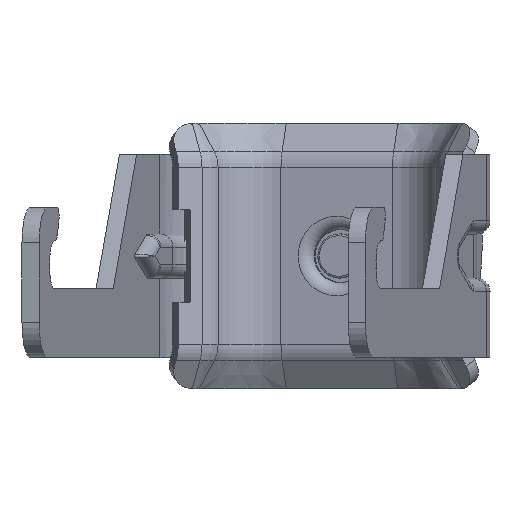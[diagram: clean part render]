
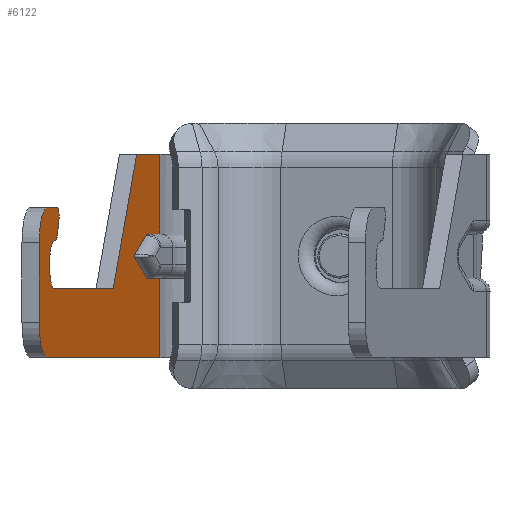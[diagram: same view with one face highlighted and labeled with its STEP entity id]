
A CAD part, left-side view. The second image highlights one B-rep face of the part: STEP entity #6122.
In plain terms, the highlighted planar face has unit normal (-0.24, -0.971, 0).
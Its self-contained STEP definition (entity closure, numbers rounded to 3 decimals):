
#407=PLANE('',#6817);
#758=FACE_OUTER_BOUND('',#1144,.T.);
#1144=EDGE_LOOP('',(#5160,#5161,#5162,#5163,#5164,#5165,#5166,#5167,#5168,
#5169,#5170,#5171,#5172,#5173,#5174,#5175,#5176,#5177,#5178,#5179,#5180,
#5181,#5182,#5183));
#1384=LINE('',#9345,#1811);
#1401=LINE('',#9397,#1828);
#1405=LINE('',#9407,#1832);
#1408=LINE('',#9415,#1835);
#1411=LINE('',#9423,#1838);
#1413=LINE('',#9429,#1840);
#1414=LINE('',#9432,#1841);
#1416=LINE('',#9436,#1843);
#1418=LINE('',#9440,#1845);
#1479=LINE('',#9921,#1906);
#1546=LINE('',#11634,#1973);
#1547=LINE('',#11637,#1974);
#1550=LINE('',#11657,#1977);
#1552=LINE('',#11665,#1979);
#1553=LINE('',#11666,#1980);
#1811=VECTOR('',#7565,10.);
#1828=VECTOR('',#7606,10.);
#1832=VECTOR('',#7616,10.);
#1835=VECTOR('',#7625,10.);
#1838=VECTOR('',#7634,10.);
#1840=VECTOR('',#7642,10.);
#1841=VECTOR('',#7645,10.);
#1843=VECTOR('',#7649,10.);
#1845=VECTOR('',#7653,10.);
#1906=VECTOR('',#7858,10.);
#1973=VECTOR('',#8279,10.);
#1974=VECTOR('',#8282,10.);
#1977=VECTOR('',#8295,10.);
#1979=VECTOR('',#8309,10.);
#1980=VECTOR('',#8310,10.);
#2225=CIRCLE('',#6528,4.);
#2234=CIRCLE('',#6540,4.);
#2235=CIRCLE('',#6543,2.25);
#2236=CIRCLE('',#6546,2.25);
#2237=CIRCLE('',#6549,1.);
#2238=CIRCLE('',#6552,1.);
#2374=CIRCLE('',#6794,0.2);
#2379=CIRCLE('',#6802,2.);
#2383=CIRCLE('',#6808,2.);
#2589=VERTEX_POINT('',#9335);
#2590=VERTEX_POINT('',#9337);
#2592=VERTEX_POINT('',#9343);
#2614=VERTEX_POINT('',#9391);
#2615=VERTEX_POINT('',#9395);
#2616=VERTEX_POINT('',#9399);
#2617=VERTEX_POINT('',#9401);
#2618=VERTEX_POINT('',#9405);
#2619=VERTEX_POINT('',#9409);
#2620=VERTEX_POINT('',#9411);
#2621=VERTEX_POINT('',#9417);
#2622=VERTEX_POINT('',#9418);
#2623=VERTEX_POINT('',#9425);
#2624=VERTEX_POINT('',#9431);
#2625=VERTEX_POINT('',#9435);
#2626=VERTEX_POINT('',#9439);
#2723=VERTEX_POINT('',#9918);
#2724=VERTEX_POINT('',#9920);
#2726=VERTEX_POINT('',#9926);
#2860=VERTEX_POINT('',#11360);
#2862=VERTEX_POINT('',#11363);
#2872=VERTEX_POINT('',#11627);
#2874=VERTEX_POINT('',#11636);
#2876=VERTEX_POINT('',#11650);
#3241=EDGE_CURVE('',#2589,#2590,#2225,.T.);
#3245=EDGE_CURVE('',#2592,#2589,#1384,.T.);
#3268=EDGE_CURVE('',#2614,#2592,#2234,.T.);
#3271=EDGE_CURVE('',#2615,#2614,#1401,.T.);
#3273=EDGE_CURVE('',#2616,#2617,#2235,.T.);
#3276=EDGE_CURVE('',#2616,#2618,#1405,.T.);
#3278=EDGE_CURVE('',#2619,#2620,#2236,.T.);
#3280=EDGE_CURVE('',#2619,#2617,#1408,.T.);
#3281=EDGE_CURVE('',#2621,#2622,#2237,.T.);
#3284=EDGE_CURVE('',#2621,#2590,#1411,.T.);
#3285=EDGE_CURVE('',#2623,#2618,#2238,.T.);
#3287=EDGE_CURVE('',#2623,#2622,#1413,.T.);
#3288=EDGE_CURVE('',#2624,#2620,#1414,.T.);
#3290=EDGE_CURVE('',#2625,#2624,#1416,.T.);
#3292=EDGE_CURVE('',#2625,#2626,#1418,.T.);
#3418=EDGE_CURVE('',#2724,#2723,#1479,.T.);
#3659=EDGE_CURVE('',#2860,#2862,#2374,.T.);
#3683=EDGE_CURVE('',#2872,#2724,#2379,.T.);
#3687=EDGE_CURVE('',#2862,#2872,#1546,.T.);
#3688=EDGE_CURVE('',#2874,#2860,#1547,.T.);
#3691=EDGE_CURVE('',#2876,#2874,#2383,.T.);
#3695=EDGE_CURVE('',#2726,#2876,#1550,.T.);
#3697=EDGE_CURVE('',#2615,#2726,#1552,.T.);
#3698=EDGE_CURVE('',#2723,#2626,#1553,.T.);
#5160=ORIENTED_EDGE('',*,*,#3241,.F.);
#5161=ORIENTED_EDGE('',*,*,#3245,.F.);
#5162=ORIENTED_EDGE('',*,*,#3268,.F.);
#5163=ORIENTED_EDGE('',*,*,#3271,.F.);
#5164=ORIENTED_EDGE('',*,*,#3697,.T.);
#5165=ORIENTED_EDGE('',*,*,#3695,.T.);
#5166=ORIENTED_EDGE('',*,*,#3691,.T.);
#5167=ORIENTED_EDGE('',*,*,#3688,.T.);
#5168=ORIENTED_EDGE('',*,*,#3659,.T.);
#5169=ORIENTED_EDGE('',*,*,#3687,.T.);
#5170=ORIENTED_EDGE('',*,*,#3683,.T.);
#5171=ORIENTED_EDGE('',*,*,#3418,.T.);
#5172=ORIENTED_EDGE('',*,*,#3698,.T.);
#5173=ORIENTED_EDGE('',*,*,#3292,.F.);
#5174=ORIENTED_EDGE('',*,*,#3290,.T.);
#5175=ORIENTED_EDGE('',*,*,#3288,.T.);
#5176=ORIENTED_EDGE('',*,*,#3278,.F.);
#5177=ORIENTED_EDGE('',*,*,#3280,.T.);
#5178=ORIENTED_EDGE('',*,*,#3273,.F.);
#5179=ORIENTED_EDGE('',*,*,#3276,.T.);
#5180=ORIENTED_EDGE('',*,*,#3285,.F.);
#5181=ORIENTED_EDGE('',*,*,#3287,.T.);
#5182=ORIENTED_EDGE('',*,*,#3281,.F.);
#5183=ORIENTED_EDGE('',*,*,#3284,.T.);
#6122=ADVANCED_FACE('',(#758),#407,.F.);
#6528=AXIS2_PLACEMENT_3D('',#9338,#7558,#7559);
#6540=AXIS2_PLACEMENT_3D('',#9392,#7600,#7601);
#6543=AXIS2_PLACEMENT_3D('',#9402,#7610,#7611);
#6546=AXIS2_PLACEMENT_3D('',#9412,#7620,#7621);
#6549=AXIS2_PLACEMENT_3D('',#9419,#7628,#7629);
#6552=AXIS2_PLACEMENT_3D('',#9426,#7637,#7638);
#6794=AXIS2_PLACEMENT_3D('',#11365,#8251,#8252);
#6802=AXIS2_PLACEMENT_3D('',#11628,#8270,#8271);
#6808=AXIS2_PLACEMENT_3D('',#11651,#8286,#8287);
#6817=AXIS2_PLACEMENT_3D('',#11664,#8307,#8308);
#7558=DIRECTION('center_axis',(0.24,0.971,0.));
#7559=DIRECTION('ref_axis',(-0.687,0.169,0.707));
#7565=DIRECTION('',(0.,0.,1.));
#7600=DIRECTION('center_axis',(0.24,0.971,0.));
#7601=DIRECTION('ref_axis',(-0.687,0.169,-0.707));
#7606=DIRECTION('',(-0.971,0.24,0.));
#7610=DIRECTION('center_axis',(-0.24,-0.971,0.));
#7611=DIRECTION('ref_axis',(-0.687,0.169,0.707));
#7616=DIRECTION('',(0.971,-0.24,0.));
#7620=DIRECTION('center_axis',(-0.24,-0.971,0.));
#7621=DIRECTION('ref_axis',(-0.687,0.169,-0.707));
#7625=DIRECTION('',(0.,0.,1.));
#7628=DIRECTION('center_axis',(0.24,0.971,0.));
#7629=DIRECTION('ref_axis',(0.819,-0.202,0.537));
#7634=DIRECTION('',(-0.971,0.24,0.));
#7637=DIRECTION('center_axis',(0.24,0.971,0.));
#7638=DIRECTION('ref_axis',(0.522,-0.129,-0.843));
#7642=DIRECTION('',(0.41,-0.101,0.906));
#7645=DIRECTION('',(-0.971,0.24,0.));
#7649=DIRECTION('',(-0.571,0.141,-0.809));
#7653=DIRECTION('',(0.971,-0.24,0.));
#7858=DIRECTION('',(0.971,-0.24,0.));
#8251=DIRECTION('center_axis',(0.24,0.971,0.));
#8252=DIRECTION('ref_axis',(-0.364,0.09,0.927));
#8270=DIRECTION('center_axis',(0.24,0.971,0.));
#8271=DIRECTION('ref_axis',(0.,0.,1.));
#8279=DIRECTION('',(0.9,-0.222,0.375));
#8282=DIRECTION('',(-0.898,0.222,0.38));
#8286=DIRECTION('center_axis',(0.24,0.971,0.));
#8287=DIRECTION('ref_axis',(-0.368,0.091,-0.925));
#8295=DIRECTION('',(-0.971,0.24,0.));
#8307=DIRECTION('center_axis',(0.24,0.971,0.));
#8308=DIRECTION('ref_axis',(0.,0.,-1.));
#8309=DIRECTION('',(0.,0.,1.));
#8310=DIRECTION('',(0.,0.,1.));
#9335=CARTESIAN_POINT('',(-83.666,22.021,1.5));
#9337=CARTESIAN_POINT('',(-79.782,21.063,5.5));
#9338=CARTESIAN_POINT('Origin',(-79.782,21.063,1.5));
#9343=CARTESIAN_POINT('',(-83.666,22.021,-7.5));
#9345=CARTESIAN_POINT('',(-83.666,22.021,-5.75));
#9391=CARTESIAN_POINT('',(-79.782,21.063,-11.5));
#9392=CARTESIAN_POINT('Origin',(-79.782,21.063,-7.5));
#9395=CARTESIAN_POINT('',(-28.326,8.364,-11.5));
#9397=CARTESIAN_POINT('',(-28.326,8.364,-11.5));
#9399=CARTESIAN_POINT('',(-76.627,20.284,1.7));
#9401=CARTESIAN_POINT('',(-78.811,20.823,-0.55));
#9402=CARTESIAN_POINT('Origin',(-76.627,20.284,-0.55));
#9405=CARTESIAN_POINT('',(-76.296,20.202,1.7));
#9407=CARTESIAN_POINT('',(-39.363,11.088,1.7));
#9409=CARTESIAN_POINT('',(-78.811,20.823,-1.45));
#9411=CARTESIAN_POINT('',(-76.627,20.284,-3.7));
#9412=CARTESIAN_POINT('Origin',(-76.627,20.284,-1.45));
#9415=CARTESIAN_POINT('',(-78.811,20.823,-1.85));
#9417=CARTESIAN_POINT('',(-75.481,20.001,5.5));
#9418=CARTESIAN_POINT('',(-74.601,19.784,4.077));
#9419=CARTESIAN_POINT('Origin',(-75.481,20.001,4.5));
#9423=CARTESIAN_POINT('',(-36.935,10.489,5.5));
#9425=CARTESIAN_POINT('',(-75.416,19.985,2.277));
#9426=CARTESIAN_POINT('Origin',(-76.296,20.202,2.7));
#9429=CARTESIAN_POINT('',(-69.228,18.458,15.947));
#9431=CARTESIAN_POINT('',(-49.727,13.645,-3.7));
#9432=CARTESIAN_POINT('',(-24.821,7.499,-3.7));
#9435=CARTESIAN_POINT('',(-39.006,10.999,11.5));
#9436=CARTESIAN_POINT('',(-34.907,9.988,17.31));
#9439=CARTESIAN_POINT('',(-28.326,8.364,11.5));
#9440=CARTESIAN_POINT('',(73.159,-16.681,11.5));
#9918=CARTESIAN_POINT('',(-28.326,8.364,2.483));
#9920=CARTESIAN_POINT('',(-33.955,9.753,2.483));
#9921=CARTESIAN_POINT('',(-14.12,4.858,2.483));
#9926=CARTESIAN_POINT('',(-28.326,8.364,-2.517));
#11360=CARTESIAN_POINT('',(-39.856,11.209,-0.186));
#11363=CARTESIAN_POINT('',(-39.855,11.209,0.184));
#11365=CARTESIAN_POINT('Origin',(-39.782,11.191,-0.001));
#11627=CARTESIAN_POINT('',(-34.682,9.932,2.337));
#11628=CARTESIAN_POINT('Origin',(-33.955,9.753,0.483));
#11634=CARTESIAN_POINT('',(-22.718,6.98,7.316));
#11636=CARTESIAN_POINT('',(-34.694,9.935,-2.368));
#11637=CARTESIAN_POINT('',(-20.213,6.362,-8.487));
#11650=CARTESIAN_POINT('',(-33.957,9.754,-2.517));
#11651=CARTESIAN_POINT('Origin',(-33.957,9.754,-0.517));
#11657=CARTESIAN_POINT('',(-14.12,4.858,-2.517));
#11664=CARTESIAN_POINT('Origin',(0.086,1.352,0.));
#11665=CARTESIAN_POINT('',(-28.326,8.364,0.));
#11666=CARTESIAN_POINT('',(-28.326,8.364,0.));
